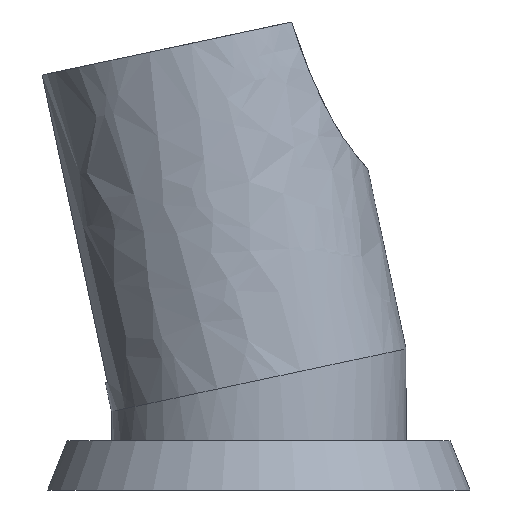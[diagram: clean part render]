
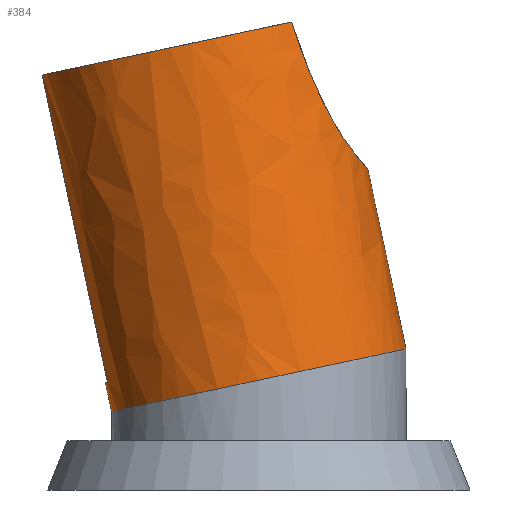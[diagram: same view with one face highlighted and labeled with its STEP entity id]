
A CAD part, left-side view. The second image highlights one B-rep face of the part: STEP entity #384.
In plain terms, the highlighted free-form (B-spline) face has degree [1, 2] with [2, 9] control points.
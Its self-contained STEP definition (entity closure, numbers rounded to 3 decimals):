
#15=B_SPLINE_CURVE_WITH_KNOTS('',3,(#669,#670,#671,#672,#673,#674,#675,
#676,#677,#678,#679,#680,#681,#682,#683,#684,#685,#686,#687,#688,#689,#690,
#691,#692,#693,#694),.UNSPECIFIED.,.F.,.F.,(4,2,2,2,2,2,2,2,2,2,2,2,4),
(1.088,1.287,1.931,2.252,2.574,
2.922,3.27,3.617,3.965,4.287,
4.608,5.252,5.451),.UNSPECIFIED.);
#16=B_SPLINE_CURVE_WITH_KNOTS('',1,(#695,#696),.UNSPECIFIED.,.F.,.F.,(2,
2),(-0.196,0.),.UNSPECIFIED.);
#17=(
BOUNDED_SURFACE()
B_SPLINE_SURFACE(1,2,((#651,#652,#653,#654,#655,#656,#657,#658,#659),(#660,
#661,#662,#663,#664,#665,#666,#667,#668)),.UNSPECIFIED.,.F.,.T.,.F.)
B_SPLINE_SURFACE_WITH_KNOTS((2,2),(3,2,2,2,3),(0.,2.282),
(-3.142,-1.571,0.,1.571,3.142),
 .UNSPECIFIED.)
GEOMETRIC_REPRESENTATION_ITEM()
RATIONAL_B_SPLINE_SURFACE(((1.,0.707,1.,0.707,1.,
0.707,1.,0.707,1.),(1.,0.707,1.,0.707,
1.,0.707,1.,0.707,1.)))
REPRESENTATION_ITEM('')
SURFACE()
);
#19=ELLIPSE('',#409,15.335,15.);
#20=ELLIPSE('',#410,15.335,15.);
#21=ELLIPSE('',#415,15.335,15.);
#24=ELLIPSE('',#418,15.335,15.);
#25=ELLIPSE('',#428,15.335,15.);
#26=ELLIPSE('',#430,15.335,15.);
#27=ELLIPSE('',#431,15.335,15.);
#66=FACE_OUTER_BOUND('',#91,.T.);
#91=EDGE_LOOP('',(#332,#333,#334,#335,#336,#337,#338,#339,#340,#341,#342,
#343));
#104=LINE('',#578,#137);
#107=LINE('',#585,#140);
#137=VECTOR('',#467,10.);
#140=VECTOR('',#474,10.);
#175=VERTEX_POINT('',#563);
#176=VERTEX_POINT('',#564);
#177=VERTEX_POINT('',#566);
#181=VERTEX_POINT('',#576);
#183=VERTEX_POINT('',#584);
#184=VERTEX_POINT('',#588);
#186=VERTEX_POINT('',#592);
#200=VERTEX_POINT('',#635);
#201=VERTEX_POINT('',#636);
#203=VERTEX_POINT('',#641);
#211=EDGE_CURVE('',#175,#176,#19,.T.);
#212=EDGE_CURVE('',#176,#177,#20,.T.);
#218=EDGE_CURVE('',#175,#181,#104,.T.);
#221=EDGE_CURVE('',#183,#177,#107,.T.);
#223=EDGE_CURVE('',#183,#184,#21,.T.);
#226=EDGE_CURVE('',#186,#181,#24,.T.);
#246=EDGE_CURVE('',#200,#201,#25,.T.);
#249=EDGE_CURVE('',#203,#200,#26,.T.);
#250=EDGE_CURVE('',#201,#203,#27,.T.);
#254=EDGE_CURVE('',#186,#184,#15,.T.);
#255=EDGE_CURVE('',#176,#201,#16,.T.);
#332=ORIENTED_EDGE('',*,*,#218,.T.);
#333=ORIENTED_EDGE('',*,*,#226,.F.);
#334=ORIENTED_EDGE('',*,*,#254,.T.);
#335=ORIENTED_EDGE('',*,*,#223,.F.);
#336=ORIENTED_EDGE('',*,*,#221,.T.);
#337=ORIENTED_EDGE('',*,*,#212,.F.);
#338=ORIENTED_EDGE('',*,*,#255,.T.);
#339=ORIENTED_EDGE('',*,*,#250,.T.);
#340=ORIENTED_EDGE('',*,*,#249,.T.);
#341=ORIENTED_EDGE('',*,*,#246,.T.);
#342=ORIENTED_EDGE('',*,*,#255,.F.);
#343=ORIENTED_EDGE('',*,*,#211,.F.);
#384=ADVANCED_FACE('',(#66),#17,.F.);
#409=AXIS2_PLACEMENT_3D('',#565,#456,#457);
#410=AXIS2_PLACEMENT_3D('',#567,#458,#459);
#415=AXIS2_PLACEMENT_3D('',#589,#478,#479);
#418=AXIS2_PLACEMENT_3D('',#594,#484,#485);
#428=AXIS2_PLACEMENT_3D('',#637,#522,#523);
#430=AXIS2_PLACEMENT_3D('',#642,#527,#528);
#431=AXIS2_PLACEMENT_3D('',#643,#529,#530);
#456=DIRECTION('center_axis',(0.,0.208,0.978));
#457=DIRECTION('ref_axis',(0.,-0.978,0.208));
#458=DIRECTION('center_axis',(0.,0.208,0.978));
#459=DIRECTION('ref_axis',(0.,-0.978,0.208));
#467=DIRECTION('',(0.,0.208,0.978));
#474=DIRECTION('',(0.,-0.208,-0.978));
#478=DIRECTION('center_axis',(0.,0.208,0.978));
#479=DIRECTION('ref_axis',(0.,-0.978,0.208));
#484=DIRECTION('center_axis',(0.,0.208,0.978));
#485=DIRECTION('ref_axis',(0.,-0.978,0.208));
#522=DIRECTION('center_axis',(0.,0.208,0.978));
#523=DIRECTION('ref_axis',(0.,-0.978,0.208));
#527=DIRECTION('center_axis',(0.,0.208,0.978));
#528=DIRECTION('ref_axis',(0.,-0.978,0.208));
#529=DIRECTION('center_axis',(0.,0.208,0.978));
#530=DIRECTION('ref_axis',(0.,-0.978,0.208));
#563=CARTESIAN_POINT('',(2.5,15.414,21.975));
#564=CARTESIAN_POINT('',(0.,15.624,21.931));
#565=CARTESIAN_POINT('Origin',(0.,0.624,25.119));
#566=CARTESIAN_POINT('',(-2.5,15.414,21.975));
#567=CARTESIAN_POINT('Origin',(0.,0.624,25.119));
#576=CARTESIAN_POINT('',(2.5,22.067,53.276));
#578=CARTESIAN_POINT('',(2.5,14.79,19.041));
#584=CARTESIAN_POINT('',(-2.5,22.067,53.276));
#585=CARTESIAN_POINT('',(-2.5,14.79,19.041));
#588=CARTESIAN_POINT('',(-10.581,-3.356,58.68));
#589=CARTESIAN_POINT('Origin',(0.,7.277,56.42));
#592=CARTESIAN_POINT('',(10.581,-3.356,58.68));
#594=CARTESIAN_POINT('Origin',(0.,7.277,56.42));
#635=CARTESIAN_POINT('',(15.,0.,22.185));
#636=CARTESIAN_POINT('',(0.,15.,18.996));
#637=CARTESIAN_POINT('Origin',(0.,0.,22.185));
#641=CARTESIAN_POINT('',(-15.,0.,22.185));
#642=CARTESIAN_POINT('Origin',(0.,0.,22.185));
#643=CARTESIAN_POINT('Origin',(0.,0.,22.185));
#651=CARTESIAN_POINT('Ctrl Pts',(0.,15.,18.996));
#652=CARTESIAN_POINT('Ctrl Pts',(-15.,15.,18.996));
#653=CARTESIAN_POINT('Ctrl Pts',(-15.,0.,22.185));
#654=CARTESIAN_POINT('Ctrl Pts',(-15.,-15.,25.373));
#655=CARTESIAN_POINT('Ctrl Pts',(0.,-15.,25.373));
#656=CARTESIAN_POINT('Ctrl Pts',(15.,-15.,25.373));
#657=CARTESIAN_POINT('Ctrl Pts',(15.,0.,22.185));
#658=CARTESIAN_POINT('Ctrl Pts',(15.,15.,18.996));
#659=CARTESIAN_POINT('Ctrl Pts',(0.,15.,18.996));
#660=CARTESIAN_POINT('Ctrl Pts',(0.,22.277,53.232));
#661=CARTESIAN_POINT('Ctrl Pts',(-15.,22.277,53.232));
#662=CARTESIAN_POINT('Ctrl Pts',(-15.,7.277,56.42));
#663=CARTESIAN_POINT('Ctrl Pts',(-15.,-7.723,59.608));
#664=CARTESIAN_POINT('Ctrl Pts',(0.,-7.723,59.608));
#665=CARTESIAN_POINT('Ctrl Pts',(15.,-7.723,59.608));
#666=CARTESIAN_POINT('Ctrl Pts',(15.,7.277,56.42));
#667=CARTESIAN_POINT('Ctrl Pts',(15.,22.277,53.232));
#668=CARTESIAN_POINT('Ctrl Pts',(0.,22.277,53.232));
#669=CARTESIAN_POINT('Ctrl Pts',(10.581,-3.356,58.68));
#670=CARTESIAN_POINT('Ctrl Pts',(10.514,-3.564,58.022));
#671=CARTESIAN_POINT('Ctrl Pts',(10.439,-3.78,57.371));
#672=CARTESIAN_POINT('Ctrl Pts',(10.075,-4.722,54.645));
#673=CARTESIAN_POINT('Ctrl Pts',(9.692,-5.515,52.662));
#674=CARTESIAN_POINT('Ctrl Pts',(8.776,-6.818,49.958));
#675=CARTESIAN_POINT('Ctrl Pts',(8.413,-7.27,49.102));
#676=CARTESIAN_POINT('Ctrl Pts',(7.507,-8.203,47.506));
#677=CARTESIAN_POINT('Ctrl Pts',(6.965,-8.683,46.764));
#678=CARTESIAN_POINT('Ctrl Pts',(5.521,-9.672,45.38));
#679=CARTESIAN_POINT('Ctrl Pts',(4.556,-10.187,44.749));
#680=CARTESIAN_POINT('Ctrl Pts',(2.375,-10.904,43.923));
#681=CARTESIAN_POINT('Ctrl Pts',(1.159,-11.1,43.721));
#682=CARTESIAN_POINT('Ctrl Pts',(-1.159,-11.1,43.721));
#683=CARTESIAN_POINT('Ctrl Pts',(-2.375,-10.904,43.923));
#684=CARTESIAN_POINT('Ctrl Pts',(-4.556,-10.187,44.749));
#685=CARTESIAN_POINT('Ctrl Pts',(-5.521,-9.672,45.38));
#686=CARTESIAN_POINT('Ctrl Pts',(-6.965,-8.683,46.764));
#687=CARTESIAN_POINT('Ctrl Pts',(-7.507,-8.203,47.506));
#688=CARTESIAN_POINT('Ctrl Pts',(-8.413,-7.27,49.102));
#689=CARTESIAN_POINT('Ctrl Pts',(-8.776,-6.818,49.958));
#690=CARTESIAN_POINT('Ctrl Pts',(-9.692,-5.515,52.662));
#691=CARTESIAN_POINT('Ctrl Pts',(-10.075,-4.722,54.645));
#692=CARTESIAN_POINT('Ctrl Pts',(-10.439,-3.78,57.371));
#693=CARTESIAN_POINT('Ctrl Pts',(-10.514,-3.564,58.022));
#694=CARTESIAN_POINT('Ctrl Pts',(-10.581,-3.356,58.68));
#695=CARTESIAN_POINT('Ctrl Pts',(0.,15.624,21.931));
#696=CARTESIAN_POINT('Ctrl Pts',(0.,15.,18.996));
